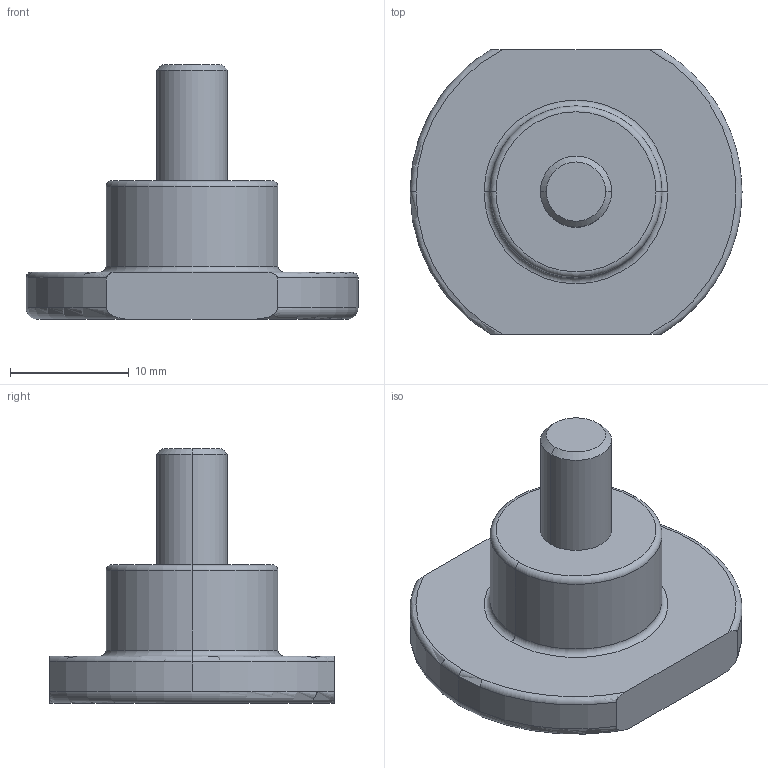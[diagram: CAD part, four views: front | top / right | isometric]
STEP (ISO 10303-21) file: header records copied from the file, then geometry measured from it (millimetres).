
FILE_DESCRIPTION (( 'STEP AP214' ), '1' );
FILE_NAME ('nouvelle_piece.STEP', '2023-04-08T18:04:50', ( '' ), ( '' ), 'SwSTEP 2.0', 'SolidWorks 2021', '' );
FILE_SCHEMA (( 'AUTOMOTIVE_DESIGN' ));
Length unit declared in the file: millimetre
Products named in the file (1): nouvelle_piece
Bounding box: 28 x 24 x 21.5 mm (x, y, z)
Volume: 3837.7 mm3; surface area: 1970.5 mm2
Topology: 1 solids, 1 shells, 25 faces, 56 edges, 35 vertices
Faces by surface type: torus 10, cylinder 7, plane 6, cone 2
Entity records: 805 total; most frequent: CARTESIAN_POINT 197, DIRECTION 133, ORIENTED_EDGE 112, AXIS2_PLACEMENT_3D 59, EDGE_CURVE 56, VERTEX_POINT 35, CIRCLE 33, EDGE_LOOP 27
